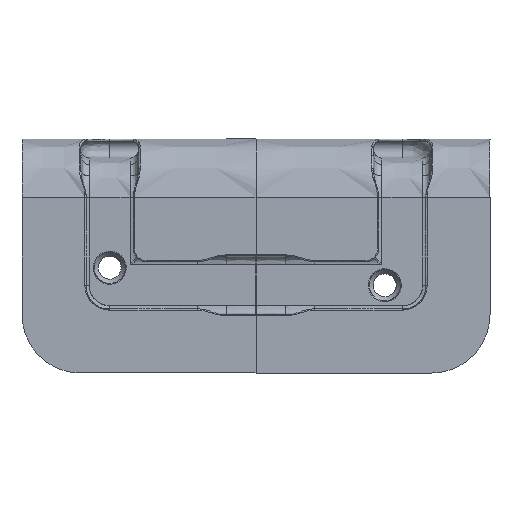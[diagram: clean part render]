
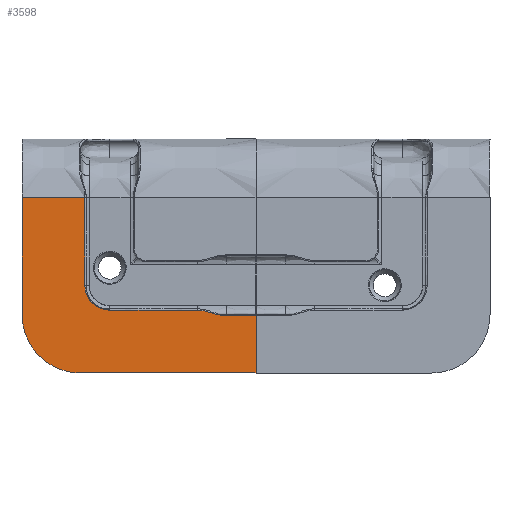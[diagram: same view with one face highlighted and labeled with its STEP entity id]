
A CAD part, front view. The second image highlights one B-rep face of the part: STEP entity #3598.
In plain terms, the highlighted free-form (B-spline) face has degree [3, 3] with [4, 4] control points.
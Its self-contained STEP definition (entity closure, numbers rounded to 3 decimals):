
#532=FACE_OUTER_BOUND('',#692,.T.);
#692=EDGE_LOOP('',(#3204,#3205,#3206,#3207,#3208,#3209,#3210,#3211,#3212,
#3213));
#1124=B_SPLINE_CURVE_WITH_KNOTS('',3,(#14869,#14870,#14871,#14872),
 .UNSPECIFIED.,.F.,.F.,(4,4),(0.,1.),.UNSPECIFIED.);
#1125=B_SPLINE_CURVE_WITH_KNOTS('',3,(#14874,#14875,#14876,#14877,#14878,
#14879,#14880),.UNSPECIFIED.,.F.,.F.,(4,3,4),(-0.753,-0.376,
0.),.UNSPECIFIED.);
#1126=B_SPLINE_CURVE_WITH_KNOTS('',3,(#14882,#14883,#14884,#14885),
 .UNSPECIFIED.,.F.,.F.,(4,4),(0.375,0.75),
 .UNSPECIFIED.);
#1127=B_SPLINE_CURVE_WITH_KNOTS('',3,(#14887,#14888,#14889,#14890),
 .UNSPECIFIED.,.F.,.F.,(4,4),(0.731,1.),.UNSPECIFIED.);
#1128=B_SPLINE_CURVE_WITH_KNOTS('',3,(#14892,#14893,#14894,#14895),
 .UNSPECIFIED.,.F.,.F.,(4,4),(-0.75,-0.25),.UNSPECIFIED.);
#1129=B_SPLINE_CURVE_WITH_KNOTS('',3,(#14897,#14898,#14899,#14900,#14901,
#14902,#14903),.UNSPECIFIED.,.F.,.F.,(4,3,4),(0.,0.888,1.773),
 .UNSPECIFIED.);
#1130=B_SPLINE_CURVE_WITH_KNOTS('',3,(#14905,#14906,#14907,#14908),
 .UNSPECIFIED.,.F.,.F.,(4,4),(-0.75,0.),.UNSPECIFIED.);
#1131=B_SPLINE_CURVE_WITH_KNOTS('',3,(#14910,#14911,#14912,#14913),
 .UNSPECIFIED.,.F.,.F.,(4,4),(0.,0.245),.UNSPECIFIED.);
#1132=B_SPLINE_CURVE_WITH_KNOTS('',3,(#14915,#14916,#14917,#14918),
 .UNSPECIFIED.,.F.,.F.,(4,4),(0.,0.127),.UNSPECIFIED.);
#1133=B_SPLINE_CURVE_WITH_KNOTS('',3,(#14919,#14920,#14921,#14922,#14923,
#14924,#14925),.UNSPECIFIED.,.F.,.F.,(4,3,4),(-0.555,-0.278,
0.),.UNSPECIFIED.);
#1804=VERTEX_POINT('',#14867);
#1805=VERTEX_POINT('',#14868);
#1806=VERTEX_POINT('',#14873);
#1807=VERTEX_POINT('',#14881);
#1808=VERTEX_POINT('',#14886);
#1809=VERTEX_POINT('',#14891);
#1810=VERTEX_POINT('',#14896);
#1811=VERTEX_POINT('',#14904);
#1812=VERTEX_POINT('',#14909);
#1813=VERTEX_POINT('',#14914);
#2500=EDGE_CURVE('',#1804,#1805,#1124,.T.);
#2501=EDGE_CURVE('',#1805,#1806,#1125,.T.);
#2502=EDGE_CURVE('',#1806,#1807,#1126,.T.);
#2503=EDGE_CURVE('',#1807,#1808,#1127,.T.);
#2504=EDGE_CURVE('',#1808,#1809,#1128,.T.);
#2505=EDGE_CURVE('',#1809,#1810,#1129,.T.);
#2506=EDGE_CURVE('',#1810,#1811,#1130,.T.);
#2507=EDGE_CURVE('',#1811,#1812,#1131,.T.);
#2508=EDGE_CURVE('',#1812,#1813,#1132,.T.);
#2509=EDGE_CURVE('',#1813,#1804,#1133,.T.);
#3204=ORIENTED_EDGE('',*,*,#2500,.T.);
#3205=ORIENTED_EDGE('',*,*,#2501,.T.);
#3206=ORIENTED_EDGE('',*,*,#2502,.T.);
#3207=ORIENTED_EDGE('',*,*,#2503,.T.);
#3208=ORIENTED_EDGE('',*,*,#2504,.T.);
#3209=ORIENTED_EDGE('',*,*,#2505,.T.);
#3210=ORIENTED_EDGE('',*,*,#2506,.T.);
#3211=ORIENTED_EDGE('',*,*,#2507,.T.);
#3212=ORIENTED_EDGE('',*,*,#2508,.T.);
#3213=ORIENTED_EDGE('',*,*,#2509,.T.);
#3452=B_SPLINE_SURFACE_WITH_KNOTS('',3,3,((#14851,#14852,#14853,#14854),
(#14855,#14856,#14857,#14858),(#14859,#14860,#14861,#14862),(#14863,#14864,
#14865,#14866)),.UNSPECIFIED.,.F.,.F.,.F.,(4,4),(4,4),(0.,1.),(0.,1.),
 .UNSPECIFIED.);
#3598=ADVANCED_FACE('',(#532),#3452,.T.);
#14851=CARTESIAN_POINT('Ctrl Pts',(456.056,27.97,31.652));
#14852=CARTESIAN_POINT('Ctrl Pts',(441.389,27.97,31.652));
#14853=CARTESIAN_POINT('Ctrl Pts',(426.723,27.97,31.652));
#14854=CARTESIAN_POINT('Ctrl Pts',(412.056,27.97,31.652));
#14855=CARTESIAN_POINT('Ctrl Pts',(456.056,27.97,46.319));
#14856=CARTESIAN_POINT('Ctrl Pts',(441.389,27.97,46.319));
#14857=CARTESIAN_POINT('Ctrl Pts',(426.723,27.97,46.319));
#14858=CARTESIAN_POINT('Ctrl Pts',(412.056,27.97,46.319));
#14859=CARTESIAN_POINT('Ctrl Pts',(456.056,27.97,60.985));
#14860=CARTESIAN_POINT('Ctrl Pts',(441.389,27.97,60.985));
#14861=CARTESIAN_POINT('Ctrl Pts',(426.723,27.97,60.985));
#14862=CARTESIAN_POINT('Ctrl Pts',(412.056,27.97,60.985));
#14863=CARTESIAN_POINT('Ctrl Pts',(456.056,27.97,75.652));
#14864=CARTESIAN_POINT('Ctrl Pts',(441.389,27.97,75.652));
#14865=CARTESIAN_POINT('Ctrl Pts',(426.723,27.97,75.652));
#14866=CARTESIAN_POINT('Ctrl Pts',(412.056,27.97,75.652));
#14867=CARTESIAN_POINT('',(445.056,27.97,43.481));
#14868=CARTESIAN_POINT('',(428.556,27.97,43.481));
#14869=CARTESIAN_POINT('Ctrl Pts',(445.056,27.97,43.481));
#14870=CARTESIAN_POINT('Ctrl Pts',(439.556,27.97,43.481));
#14871=CARTESIAN_POINT('Ctrl Pts',(434.056,27.97,43.481));
#14872=CARTESIAN_POINT('Ctrl Pts',(428.556,27.97,43.481));
#14873=CARTESIAN_POINT('',(423.885,27.97,48.152));
#14874=CARTESIAN_POINT('Ctrl Pts',(428.556,27.97,43.481));
#14875=CARTESIAN_POINT('Ctrl Pts',(427.317,27.97,43.481));
#14876=CARTESIAN_POINT('Ctrl Pts',(426.129,27.97,43.973));
#14877=CARTESIAN_POINT('Ctrl Pts',(425.253,27.97,44.849));
#14878=CARTESIAN_POINT('Ctrl Pts',(424.377,27.97,45.725));
#14879=CARTESIAN_POINT('Ctrl Pts',(423.885,27.97,46.913));
#14880=CARTESIAN_POINT('Ctrl Pts',(423.885,27.97,48.152));
#14881=CARTESIAN_POINT('',(423.885,27.97,64.652));
#14882=CARTESIAN_POINT('Ctrl Pts',(423.885,27.97,48.152));
#14883=CARTESIAN_POINT('Ctrl Pts',(423.885,27.97,53.652));
#14884=CARTESIAN_POINT('Ctrl Pts',(423.885,27.97,59.152));
#14885=CARTESIAN_POINT('Ctrl Pts',(423.885,27.97,64.652));
#14886=CARTESIAN_POINT('',(412.056,27.97,64.652));
#14887=CARTESIAN_POINT('Ctrl Pts',(423.885,27.97,64.652));
#14888=CARTESIAN_POINT('Ctrl Pts',(419.942,27.97,64.652));
#14889=CARTESIAN_POINT('Ctrl Pts',(415.999,27.97,64.652));
#14890=CARTESIAN_POINT('Ctrl Pts',(412.056,27.97,64.652));
#14891=CARTESIAN_POINT('',(412.056,27.97,42.652));
#14892=CARTESIAN_POINT('Ctrl Pts',(412.056,27.97,64.652));
#14893=CARTESIAN_POINT('Ctrl Pts',(412.056,27.97,57.319));
#14894=CARTESIAN_POINT('Ctrl Pts',(412.056,27.97,49.985));
#14895=CARTESIAN_POINT('Ctrl Pts',(412.056,27.97,42.652));
#14896=CARTESIAN_POINT('',(423.056,27.97,31.652));
#14897=CARTESIAN_POINT('Ctrl Pts',(412.056,27.97,42.652));
#14898=CARTESIAN_POINT('Ctrl Pts',(412.056,27.97,39.728));
#14899=CARTESIAN_POINT('Ctrl Pts',(413.22,27.97,36.925));
#14900=CARTESIAN_POINT('Ctrl Pts',(415.291,27.97,34.861));
#14901=CARTESIAN_POINT('Ctrl Pts',(417.352,27.97,32.806));
#14902=CARTESIAN_POINT('Ctrl Pts',(420.145,27.97,31.652));
#14903=CARTESIAN_POINT('Ctrl Pts',(423.056,27.97,31.652));
#14904=CARTESIAN_POINT('',(456.056,27.97,31.652));
#14905=CARTESIAN_POINT('Ctrl Pts',(423.056,27.97,31.652));
#14906=CARTESIAN_POINT('Ctrl Pts',(434.056,27.97,31.652));
#14907=CARTESIAN_POINT('Ctrl Pts',(445.056,27.97,31.652));
#14908=CARTESIAN_POINT('Ctrl Pts',(456.056,27.97,31.652));
#14909=CARTESIAN_POINT('',(456.056,27.97,42.438));
#14910=CARTESIAN_POINT('Ctrl Pts',(456.056,27.97,31.652));
#14911=CARTESIAN_POINT('Ctrl Pts',(456.056,27.97,35.247));
#14912=CARTESIAN_POINT('Ctrl Pts',(456.056,27.97,38.843));
#14913=CARTESIAN_POINT('Ctrl Pts',(456.056,27.97,42.438));
#14914=CARTESIAN_POINT('',(450.455,27.97,42.438));
#14915=CARTESIAN_POINT('Ctrl Pts',(456.056,27.97,42.438));
#14916=CARTESIAN_POINT('Ctrl Pts',(454.189,27.97,42.438));
#14917=CARTESIAN_POINT('Ctrl Pts',(452.322,27.97,42.438));
#14918=CARTESIAN_POINT('Ctrl Pts',(450.455,27.97,42.438));
#14919=CARTESIAN_POINT('Ctrl Pts',(450.455,27.97,42.438));
#14920=CARTESIAN_POINT('Ctrl Pts',(449.502,27.97,42.438));
#14921=CARTESIAN_POINT('Ctrl Pts',(448.645,27.97,42.693));
#14922=CARTESIAN_POINT('Ctrl Pts',(447.755,27.97,42.96));
#14923=CARTESIAN_POINT('Ctrl Pts',(446.865,27.97,43.226));
#14924=CARTESIAN_POINT('Ctrl Pts',(446.009,27.97,43.481));
#14925=CARTESIAN_POINT('Ctrl Pts',(445.056,27.97,43.481));
